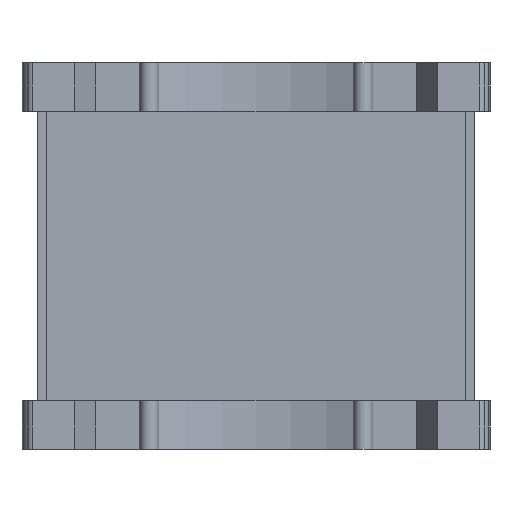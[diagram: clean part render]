
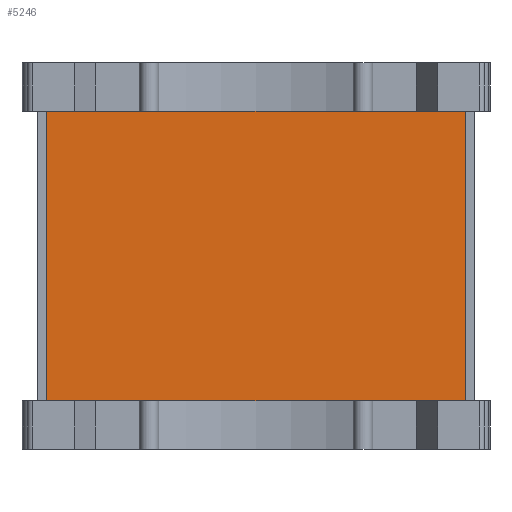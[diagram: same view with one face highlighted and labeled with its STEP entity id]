
A CAD part, front view. The second image highlights one B-rep face of the part: STEP entity #5246.
In plain terms, the highlighted planar face has unit normal (0, -1, 0).
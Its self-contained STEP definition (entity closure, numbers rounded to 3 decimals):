
#822 = EDGE_LOOP ( 'NONE', ( #12389, #17172, #15276, #9836 ) ) ;
#1049 = DIRECTION ( 'NONE',  ( 1., 0., 0. ) ) ;
#1558 = AXIS2_PLACEMENT_3D ( 'NONE', #8859, #10435, #1049 ) ;
#1798 = VERTEX_POINT ( 'NONE', #3475 ) ;
#2656 = DIRECTION ( 'NONE',  ( -1., 0., 0. ) ) ;
#3475 = CARTESIAN_POINT ( 'NONE',  ( 16.08, -11.451, -3.5 ) ) ;
#3990 = CARTESIAN_POINT ( 'NONE',  ( -26.92, -11.451, -33.26 ) ) ;
#4555 = VECTOR ( 'NONE', #2656, 1000. ) ;
#5246 = ADVANCED_FACE ( 'NONE', ( #13644 ), #18165, .T. ) ;
#6103 = CARTESIAN_POINT ( 'NONE',  ( 16.08, -11.451, -33.26 ) ) ;
#6424 = VECTOR ( 'NONE', #17397, 1000. ) ;
#7162 = CARTESIAN_POINT ( 'NONE',  ( 16.08, -11.451, 0.65 ) ) ;
#8859 = CARTESIAN_POINT ( 'NONE',  ( 16.08, -11.451, 0.65 ) ) ;
#9618 = EDGE_CURVE ( 'NONE', #1798, #17693, #11222, .T. ) ;
#9836 = ORIENTED_EDGE ( 'NONE', *, *, #14923, .T. ) ;
#10435 = DIRECTION ( 'NONE',  ( 0., -1., 0. ) ) ;
#11222 = LINE ( 'NONE', #7162, #11717 ) ;
#11615 = CARTESIAN_POINT ( 'NONE',  ( -26.92, -11.451, -3.5 ) ) ;
#11717 = VECTOR ( 'NONE', #13466, 1000. ) ;
#11788 = DIRECTION ( 'NONE',  ( 1., 0., 0. ) ) ;
#12389 = ORIENTED_EDGE ( 'NONE', *, *, #17860, .T. ) ;
#13466 = DIRECTION ( 'NONE',  ( 0., 0., -1. ) ) ;
#13627 = CARTESIAN_POINT ( 'NONE',  ( -26.92, -11.451, -3.5 ) ) ;
#13644 = FACE_OUTER_BOUND ( 'NONE', #822, .T. ) ;
#14374 = CARTESIAN_POINT ( 'NONE',  ( -26.92, -11.451, 0.65 ) ) ;
#14923 = EDGE_CURVE ( 'NONE', #1798, #15232, #17475, .T. ) ;
#15007 = LINE ( 'NONE', #3990, #18638 ) ;
#15188 = LINE ( 'NONE', #14374, #6424 ) ;
#15232 = VERTEX_POINT ( 'NONE', #11615 ) ;
#15276 = ORIENTED_EDGE ( 'NONE', *, *, #9618, .F. ) ;
#15652 = CARTESIAN_POINT ( 'NONE',  ( -26.92, -11.451, -33.26 ) ) ;
#15714 = EDGE_CURVE ( 'NONE', #18677, #17693, #15007, .T. ) ;
#17172 = ORIENTED_EDGE ( 'NONE', *, *, #15714, .T. ) ;
#17397 = DIRECTION ( 'NONE',  ( 0., 0., -1. ) ) ;
#17475 = LINE ( 'NONE', #13627, #4555 ) ;
#17693 = VERTEX_POINT ( 'NONE', #6103 ) ;
#17860 = EDGE_CURVE ( 'NONE', #15232, #18677, #15188, .T. ) ;
#18165 = PLANE ( 'NONE',  #1558 ) ;
#18638 = VECTOR ( 'NONE', #11788, 1000. ) ;
#18677 = VERTEX_POINT ( 'NONE', #15652 ) ;
